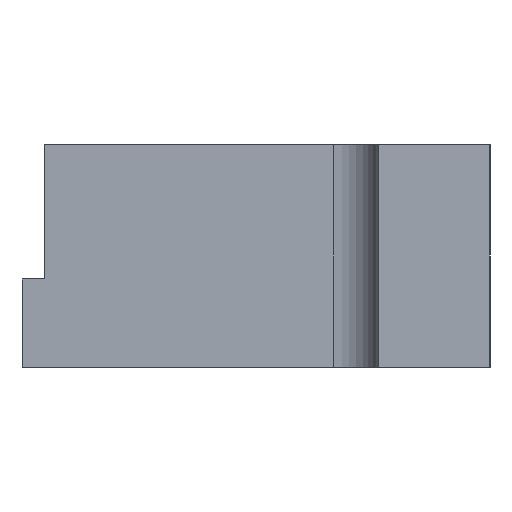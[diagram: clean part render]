
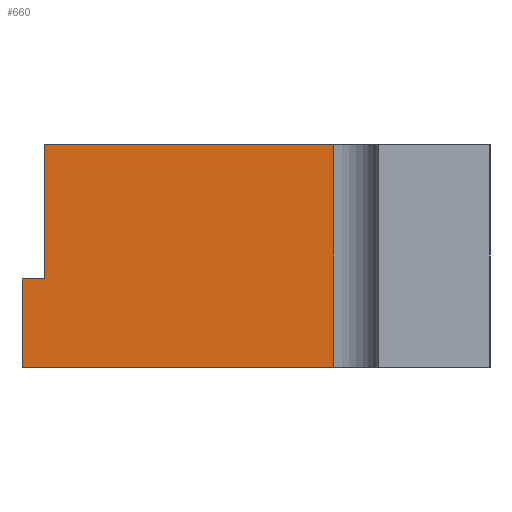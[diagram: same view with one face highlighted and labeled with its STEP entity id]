
A CAD part, left-side view. The second image highlights one B-rep face of the part: STEP entity #660.
In plain terms, the highlighted planar face has unit normal (-1, 0, 0).
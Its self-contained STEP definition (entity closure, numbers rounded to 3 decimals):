
#33=PLANE('',#723);
#56=FACE_OUTER_BOUND('',#92,.T.);
#92=EDGE_LOOP('',(#489,#490,#491,#492,#493,#494));
#144=LINE('',#1033,#206);
#147=LINE('',#1040,#209);
#148=LINE('',#1042,#210);
#149=LINE('',#1043,#211);
#150=LINE('',#1045,#212);
#151=LINE('',#1046,#213);
#206=VECTOR('',#830,15.08);
#209=VECTOR('',#835,35.902);
#210=VECTOR('',#836,20.);
#211=VECTOR('',#837,33.902);
#212=VECTOR('',#838,2.);
#213=VECTOR('',#839,4.92);
#305=VERTEX_POINT('',#1029);
#307=VERTEX_POINT('',#1032);
#309=VERTEX_POINT('',#1038);
#310=VERTEX_POINT('',#1039);
#311=VERTEX_POINT('',#1041);
#312=VERTEX_POINT('',#1044);
#379=EDGE_CURVE('',#307,#305,#144,.T.);
#382=EDGE_CURVE('',#309,#310,#147,.T.);
#383=EDGE_CURVE('',#310,#311,#148,.F.);
#384=EDGE_CURVE('',#307,#311,#149,.T.);
#385=EDGE_CURVE('',#312,#305,#150,.T.);
#386=EDGE_CURVE('',#309,#312,#151,.T.);
#489=ORIENTED_EDGE('',*,*,#382,.T.);
#490=ORIENTED_EDGE('',*,*,#383,.T.);
#491=ORIENTED_EDGE('',*,*,#384,.F.);
#492=ORIENTED_EDGE('',*,*,#379,.T.);
#493=ORIENTED_EDGE('',*,*,#385,.F.);
#494=ORIENTED_EDGE('',*,*,#386,.F.);
#660=ADVANCED_FACE('',(#56),#33,.F.);
#723=AXIS2_PLACEMENT_3D('',#1037,#833,#834);
#830=DIRECTION('',(0.,0.,-1.));
#833=DIRECTION('center_axis',(1.,0.,0.));
#834=DIRECTION('ref_axis',(0.,0.,-1.));
#835=DIRECTION('',(0.,-1.,0.));
#836=DIRECTION('',(0.,0.,-1.));
#837=DIRECTION('',(0.,-1.,0.));
#838=DIRECTION('',(0.,-1.,0.));
#839=DIRECTION('',(0.,0.,1.));
#1029=CARTESIAN_POINT('',(-16.,-7.902,-2.064));
#1032=CARTESIAN_POINT('',(-16.,-7.902,10.));
#1033=CARTESIAN_POINT('',(-16.,-7.902,10.));
#1037=CARTESIAN_POINT('Origin',(-16.,0.,10.));
#1038=CARTESIAN_POINT('',(-16.,-5.902,-10.));
#1039=CARTESIAN_POINT('',(-16.,-33.902,-10.));
#1040=CARTESIAN_POINT('',(-16.,2.,-10.));
#1041=CARTESIAN_POINT('',(-16.,-33.902,10.));
#1042=CARTESIAN_POINT('',(-16.,-33.902,10.));
#1043=CARTESIAN_POINT('',(-16.,0.,10.));
#1044=CARTESIAN_POINT('',(-16.,-5.902,-2.064));
#1045=CARTESIAN_POINT('',(-16.,-5.902,-2.064));
#1046=CARTESIAN_POINT('',(-16.,-5.902,-10.));
